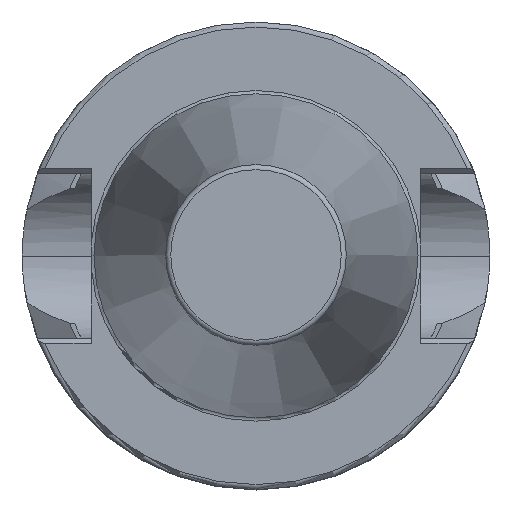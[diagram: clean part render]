
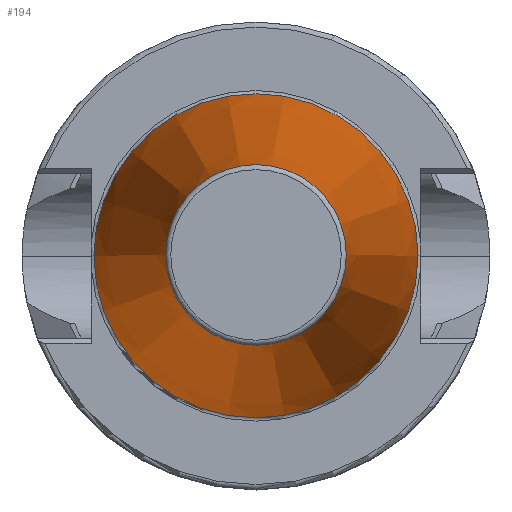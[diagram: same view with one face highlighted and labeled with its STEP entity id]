
A CAD part, top view. The second image highlights one B-rep face of the part: STEP entity #194.
In plain terms, the highlighted conical face has half-angle 8.298 degrees and reference radius 8.816 mm.
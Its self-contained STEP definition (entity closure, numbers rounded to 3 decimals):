
#105=CONICAL_SURFACE('',#850,8.816,8.298);
#119=FACE_BOUND('',#287,.T.);
#120=FACE_BOUND('',#288,.T.);
#194=ADVANCED_FACE('CU_FL_CO_SU_1',(#119,#120),#105,.T.);
#287=EDGE_LOOP('',(#407));
#288=EDGE_LOOP('',(#408));
#341=CIRCLE('',#844,15.933);
#343=CIRCLE('',#849,8.878);
#407=ORIENTED_EDGE('',*,*,#673,.T.);
#408=ORIENTED_EDGE('',*,*,#671,.F.);
#595=VERTEX_POINT('',#1253);
#597=VERTEX_POINT('',#1260);
#671=EDGE_CURVE('',#595,#595,#341,.T.);
#673=EDGE_CURVE('',#597,#597,#343,.T.);
#844=AXIS2_PLACEMENT_3D('',#1252,#959,#960);
#849=AXIS2_PLACEMENT_3D('',#1259,#969,#970);
#850=AXIS2_PLACEMENT_3D('',#1261,#971,#972);
#959=DIRECTION('',(0.0,0.0,-1.0));
#960=DIRECTION('',(1.0,0.0,0.0));
#969=DIRECTION('',(0.0,0.0,-1.0));
#970=DIRECTION('',(-1.0,0.0,0.0));
#971=DIRECTION('',(0.0,0.0,-1.0));
#972=DIRECTION('',(1.0,0.0,0.0));
#1252=CARTESIAN_POINT('',(0.0,0.0,-0.4));
#1253=CARTESIAN_POINT('',(15.933,0.0,-0.4));
#1259=CARTESIAN_POINT('',(0.0,0.0,47.972));
#1260=CARTESIAN_POINT('',(-8.878,0.0,47.972));
#1261=CARTESIAN_POINT('',(0.0,0.0,48.4));
